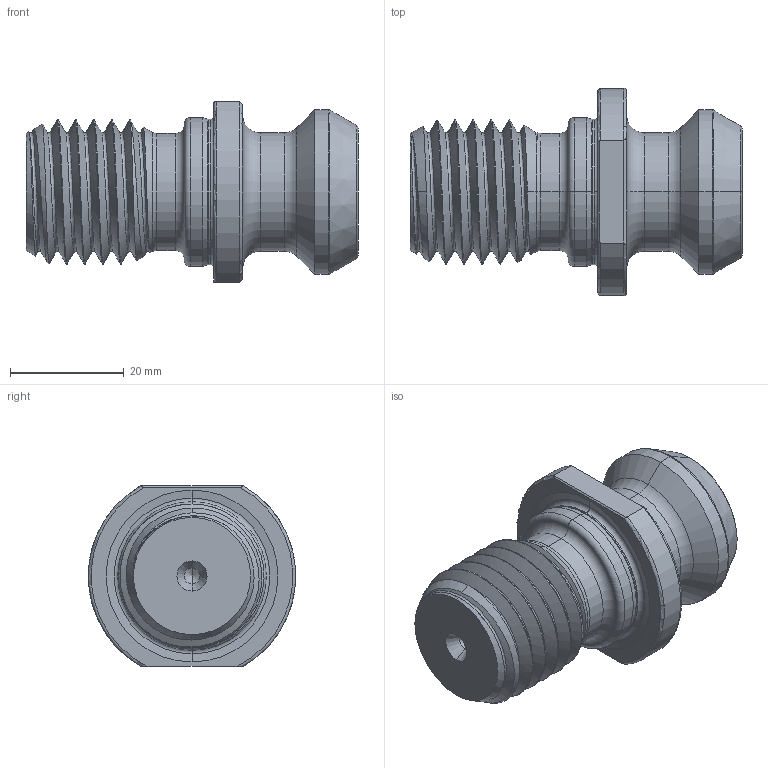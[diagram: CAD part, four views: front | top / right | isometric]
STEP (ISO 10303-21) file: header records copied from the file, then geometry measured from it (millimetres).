
FILE_DESCRIPTION (( 'STEP AP214' ), '1' );
FILE_NAME ('50NTRK-MF.STEP', '2022-03-17T07:30:10', ( '' ), ( '' ), 'SwSTEP 2.0', 'SolidWorks 2021', '' );
FILE_SCHEMA (( 'AUTOMOTIVE_DESIGN' ));
Length unit declared in the file: millimetre
Products named in the file (1): 50NTRK-MF
Bounding box: 58.42 x 36.48 x 31.75 mm (x, y, z)
Volume: 28014.3 mm3; surface area: 7692 mm2
Topology: 1 solids, 1 shells, 85 faces, 196 edges, 114 vertices
Faces by surface type: cylinder 26, cone 24, torus 22, plane 10, bspline 3
Entity records: 5968 total; most frequent: CARTESIAN_POINT 3170, DIRECTION 393, ORIENTED_EDGE 384, EDGE_CURVE 192, AXIS2_PLACEMENT_3D 168, VERTEX_POINT 114, EDGE_LOOP 90, UNCERTAINTY_MEASURE_WITH_UNIT 88
